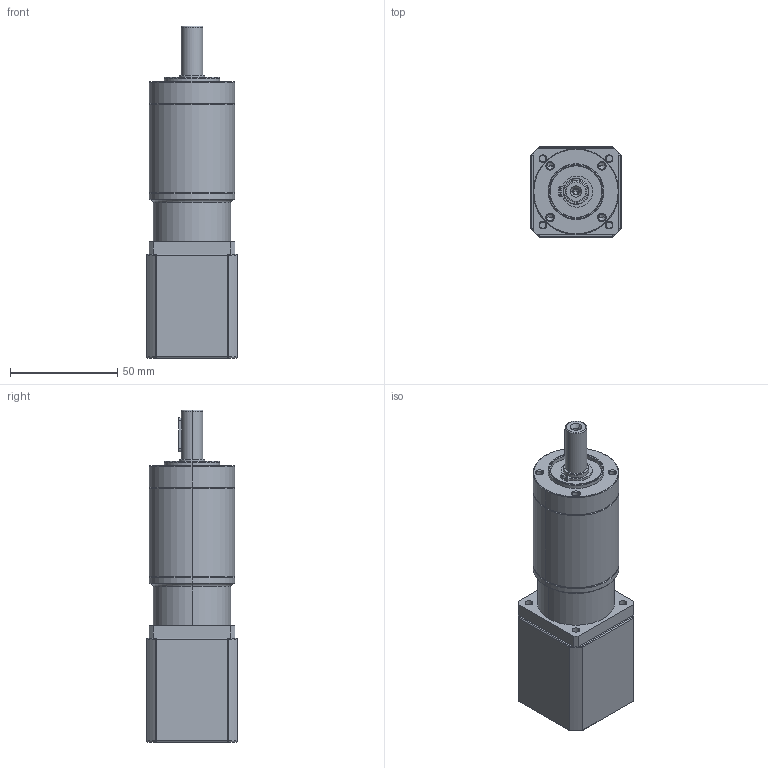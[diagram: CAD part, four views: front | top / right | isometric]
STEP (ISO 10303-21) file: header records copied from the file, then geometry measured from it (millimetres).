
FILE_DESCRIPTION (( 'STEP AP214' ), '1' );
FILE_NAME ('AM17HD6426-PG20.STEP', '2016-07-18T07:41:30', ( 'jrww' ), ( 'jrww' ), 'SwSTEP 2.0', 'SolidWorks 2011', '' );
FILE_SCHEMA (( 'AUTOMOTIVE_DESIGN' ));
Length unit declared in the file: millimetre
Products named in the file (1): AM17HD6426-PG20
Bounding box: 42.3 x 42.3 x 154.8 mm (x, y, z)
Volume: 180015.4 mm3; surface area: 29647.5 mm2
Topology: 2 solids, 2 shells, 218 faces, 477 edges, 270 vertices
Faces by surface type: cylinder 92, cone 57, plane 41, sphere 16, torus 12
Entity records: 5935 total; most frequent: DIRECTION 1146, CARTESIAN_POINT 1025, ORIENTED_EDGE 918, AXIS2_PLACEMENT_3D 477, EDGE_CURVE 459, VERTEX_POINT 270, CIRCLE 258, EDGE_LOOP 251
